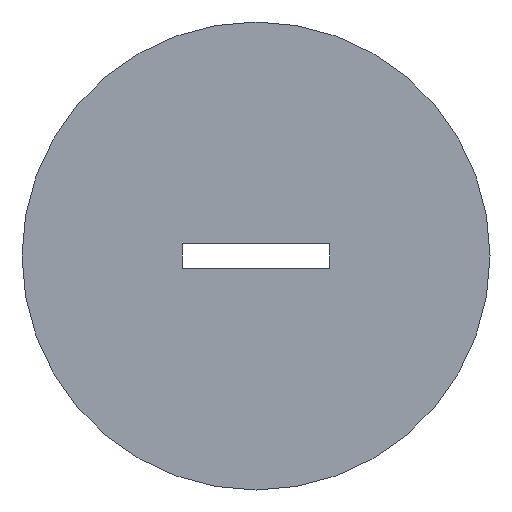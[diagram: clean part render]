
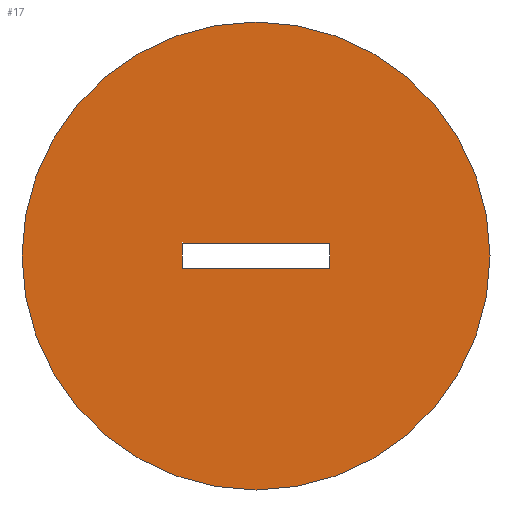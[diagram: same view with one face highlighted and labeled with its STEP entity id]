
A CAD part, front view. The second image highlights one B-rep face of the part: STEP entity #17.
In plain terms, the highlighted planar face has unit normal (0, -1, 0).
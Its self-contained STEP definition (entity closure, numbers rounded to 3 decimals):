
#3 = CARTESIAN_POINT ( 'NONE',  ( 0., 0., 0. ) ) ;
#9 = AXIS2_PLACEMENT_3D ( 'NONE', #10, #307, #90 ) ;
#10 = CARTESIAN_POINT ( 'NONE',  ( 0., 0., 0. ) ) ;
#12 = DIRECTION ( 'NONE',  ( 0., 0., -1. ) ) ;
#15 = CARTESIAN_POINT ( 'NONE',  ( -1.5, 0., -0.25 ) ) ;
#17 = ADVANCED_FACE ( 'NONE', ( #201, #82 ), #52, .F. ) ;
#21 = EDGE_LOOP ( 'NONE', ( #45, #199 ) ) ;
#30 = CARTESIAN_POINT ( 'NONE',  ( 1.5, 0., -0.25 ) ) ;
#34 = CARTESIAN_POINT ( 'NONE',  ( 0., 0., -4.75 ) ) ;
#35 = EDGE_CURVE ( 'NONE', #148, #196, #202, .T. ) ;
#38 = LINE ( 'NONE', #170, #215 ) ;
#45 = ORIENTED_EDGE ( 'NONE', *, *, #35, .F. ) ;
#48 = VERTEX_POINT ( 'NONE', #30 ) ;
#52 = PLANE ( 'NONE',  #120 ) ;
#54 = ORIENTED_EDGE ( 'NONE', *, *, #212, .T. ) ;
#67 = LINE ( 'NONE', #233, #92 ) ;
#69 = EDGE_LOOP ( 'NONE', ( #240, #104, #54, #225 ) ) ;
#80 = DIRECTION ( 'NONE',  ( 0., 1., 0. ) ) ;
#82 = FACE_BOUND ( 'NONE', #69, .T. ) ;
#85 = CARTESIAN_POINT ( 'NONE',  ( -1.5, 0., 0.25 ) ) ;
#90 = DIRECTION ( 'NONE',  ( 0., 0., 1. ) ) ;
#92 = VECTOR ( 'NONE', #12, 1000. ) ;
#104 = ORIENTED_EDGE ( 'NONE', *, *, #226, .T. ) ;
#120 = AXIS2_PLACEMENT_3D ( 'NONE', #293, #133, #248 ) ;
#133 = DIRECTION ( 'NONE',  ( 0., 1., 0. ) ) ;
#134 = EDGE_CURVE ( 'NONE', #152, #267, #182, .T. ) ;
#148 = VERTEX_POINT ( 'NONE', #34 ) ;
#152 = VERTEX_POINT ( 'NONE', #85 ) ;
#158 = DIRECTION ( 'NONE',  ( 1., 0., 0. ) ) ;
#167 = EDGE_CURVE ( 'NONE', #267, #48, #67, .T. ) ;
#170 = CARTESIAN_POINT ( 'NONE',  ( -1.5, 0., -0.25 ) ) ;
#182 = LINE ( 'NONE', #205, #231 ) ;
#190 = DIRECTION ( 'NONE',  ( -1., 0., 0. ) ) ;
#193 = DIRECTION ( 'NONE',  ( 0., 0., 1. ) ) ;
#194 = CARTESIAN_POINT ( 'NONE',  ( -1.5, 0., -0.25 ) ) ;
#196 = VERTEX_POINT ( 'NONE', #232 ) ;
#197 = VERTEX_POINT ( 'NONE', #194 ) ;
#199 = ORIENTED_EDGE ( 'NONE', *, *, #283, .F. ) ;
#201 = FACE_OUTER_BOUND ( 'NONE', #21, .T. ) ;
#202 = CIRCLE ( 'NONE', #284, 4.75 ) ;
#203 = CIRCLE ( 'NONE', #9, 4.75 ) ;
#205 = CARTESIAN_POINT ( 'NONE',  ( -1.5, 0., 0.25 ) ) ;
#212 = EDGE_CURVE ( 'NONE', #197, #152, #38, .T. ) ;
#215 = VECTOR ( 'NONE', #193, 1000. ) ;
#225 = ORIENTED_EDGE ( 'NONE', *, *, #134, .T. ) ;
#226 = EDGE_CURVE ( 'NONE', #48, #197, #278, .T. ) ;
#231 = VECTOR ( 'NONE', #158, 1000. ) ;
#232 = CARTESIAN_POINT ( 'NONE',  ( 0., 0., 4.75 ) ) ;
#233 = CARTESIAN_POINT ( 'NONE',  ( 1.5, 0., -0.25 ) ) ;
#240 = ORIENTED_EDGE ( 'NONE', *, *, #167, .T. ) ;
#248 = DIRECTION ( 'NONE',  ( 0., 0., 1. ) ) ;
#260 = VECTOR ( 'NONE', #190, 1000. ) ;
#267 = VERTEX_POINT ( 'NONE', #304 ) ;
#278 = LINE ( 'NONE', #15, #260 ) ;
#283 = EDGE_CURVE ( 'NONE', #196, #148, #203, .T. ) ;
#284 = AXIS2_PLACEMENT_3D ( 'NONE', #3, #80, #294 ) ;
#293 = CARTESIAN_POINT ( 'NONE',  ( 0., 0., 0. ) ) ;
#294 = DIRECTION ( 'NONE',  ( 0., 0., 1. ) ) ;
#304 = CARTESIAN_POINT ( 'NONE',  ( 1.5, 0., 0.25 ) ) ;
#307 = DIRECTION ( 'NONE',  ( 0., 1., 0. ) ) ;
